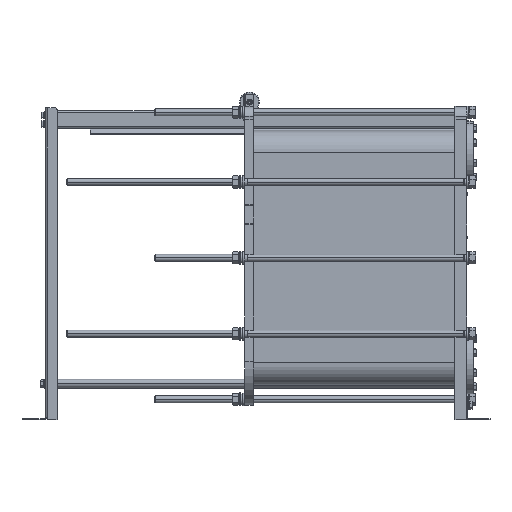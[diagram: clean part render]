
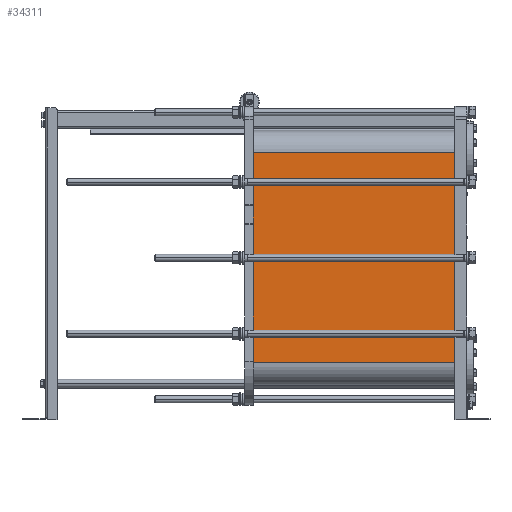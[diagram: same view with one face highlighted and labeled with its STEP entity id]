
A CAD part, front view. The second image highlights one B-rep face of the part: STEP entity #34311.
In plain terms, the highlighted planar face has unit normal (0, -1, 0).
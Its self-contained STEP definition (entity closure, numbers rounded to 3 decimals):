
#34253=CARTESIAN_POINT('',(0.,0.,796.5));
#34254=VERTEX_POINT('',#34253);
#34262=CARTESIAN_POINT('',(696.,0.,796.5));
#34263=VERTEX_POINT('',#34262);
#34264=CARTESIAN_POINT('',(696.,0.,796.5));
#34265=DIRECTION('',(-1.,0.,0.));
#34266=VECTOR('',#34265,696.);
#34267=LINE('',#34264,#34266);
#34268=EDGE_CURVE('',#34263,#34254,#34267,.T.);
#34281=CARTESIAN_POINT('',(696.,0.,77.5));
#34282=DIRECTION('',(0.,1.,0.));
#34283=DIRECTION('',(0.,0.,1.));
#34284=AXIS2_PLACEMENT_3D('',#34281,#34282,#34283);
#34285=PLANE('',#34284);
#34286=CARTESIAN_POINT('',(0.,0.,77.5));
#34287=VERTEX_POINT('',#34286);
#34288=CARTESIAN_POINT('',(0.,0.,796.5));
#34289=DIRECTION('',(0.,0.,-1.));
#34290=VECTOR('',#34289,719.);
#34291=LINE('',#34288,#34290);
#34292=EDGE_CURVE('',#34254,#34287,#34291,.T.);
#34293=ORIENTED_EDGE('',*,*,#34292,.T.);
#34294=CARTESIAN_POINT('',(696.,0.,77.5));
#34295=VERTEX_POINT('',#34294);
#34296=CARTESIAN_POINT('',(696.,0.,77.5));
#34297=DIRECTION('',(-1.,0.,0.));
#34298=VECTOR('',#34297,696.);
#34299=LINE('',#34296,#34298);
#34300=EDGE_CURVE('',#34295,#34287,#34299,.T.);
#34301=ORIENTED_EDGE('',*,*,#34300,.F.);
#34302=CARTESIAN_POINT('',(696.,0.,796.5));
#34303=DIRECTION('',(0.,0.,-1.));
#34304=VECTOR('',#34303,719.);
#34305=LINE('',#34302,#34304);
#34306=EDGE_CURVE('',#34263,#34295,#34305,.T.);
#34307=ORIENTED_EDGE('',*,*,#34306,.F.);
#34308=ORIENTED_EDGE('',*,*,#34268,.T.);
#34309=EDGE_LOOP('',(#34293,#34301,#34307,#34308));
#34310=FACE_BOUND('',#34309,.T.);
#34311=ADVANCED_FACE('',(#34310),#34285,.F.);
